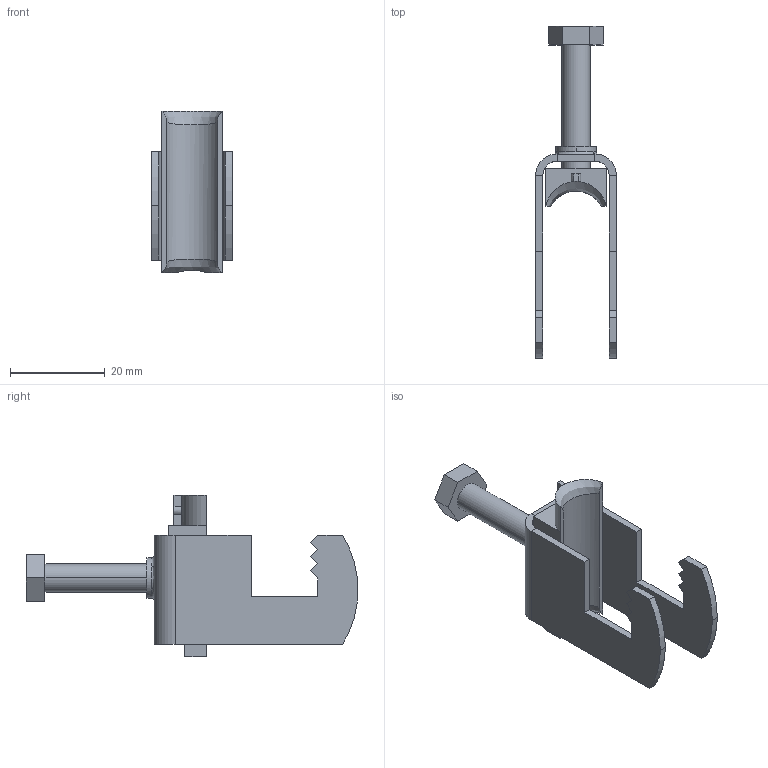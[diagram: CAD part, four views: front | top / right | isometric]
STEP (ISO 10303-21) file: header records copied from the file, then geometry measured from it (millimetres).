
FILE_DESCRIPTION (( 'STEP AP214' ), '1' );
FILE_NAME ('1169122.stp', '2017-09-15T06:59:08', ( '' ), ( '' ), 'SwSTEP 2.0', 'SolidWorks 2016', '' );
FILE_SCHEMA (( 'AUTOMOTIVE_DESIGN' ));
Length unit declared in the file: millimetre
Products named in the file (5): EB101-02-02_Standard; EB101-00-04_Standard; EB101-00-03_M6 x 26; EB201-02-01_Standard; 1169122
Assembly tree (4 placements, depth 2):
  1169122
    EB201-02-01_Standard
    EB101-00-03_M6 x 26
    EB101-00-04_Standard
    EB101-02-02_Standard
Bounding box: 17 x 70 x 34 mm (x, y, z)
Volume: 5201.3 mm3; surface area: 7431.3 mm2
Topology: 4 solids, 4 shells, 202 faces, 510 edges, 319 vertices
Faces by surface type: plane 147, cylinder 31, torus 10, cone 8, bspline 6
Entity records: 6668 total; most frequent: CARTESIAN_POINT 1657, ORIENTED_EDGE 1016, DIRECTION 984, EDGE_CURVE 508, VECTOR 368, LINE 368, VERTEX_POINT 319, AXIS2_PLACEMENT_3D 308
